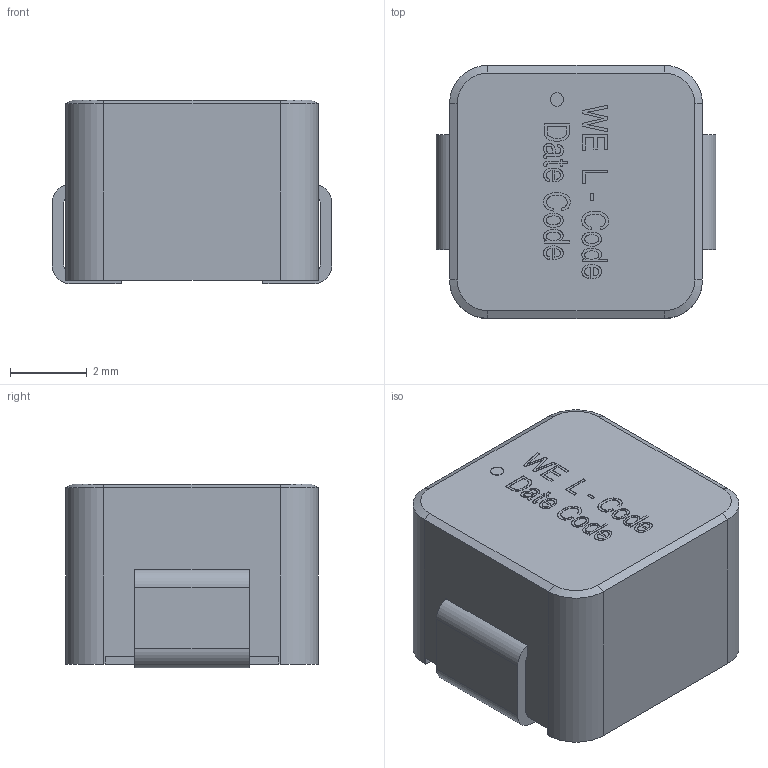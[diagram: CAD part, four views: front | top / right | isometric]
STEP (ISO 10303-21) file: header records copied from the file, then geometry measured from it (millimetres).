
FILE_DESCRIPTION(/* description */ ('Unknown'),/* implementation_level */ '2;1');
FILE_NAME(/* name */ 'IndHC7050_molded',/* time_stamp */ '2024-01-30T17:00:51+01:00',/* author */ ('Unknown'),/* organization */ ('Unknown'),/* preprocessor_version */ 'ST-DEVELOPER v18.102',/* originating_system */ 'Solid Edge',/* authorisation */ 'Unknown');
FILE_SCHEMA (('AUTOMOTIVE_DESIGN {1 0 10303 214 3 1 1}'));
Length unit declared in the file: millimetre
Products named in the file (3): IndHC7050_molded; pin; base
Assembly tree (2 placements, depth 2):
  IndHC7050_molded
    pin
    base
Bounding box: 7.3 x 6.6 x 4.8 mm (x, y, z)
Volume: 203.1 mm3; surface area: 339.4 mm2
Topology: 2 solids, 2 shells, 193 faces, 481 edges, 318 vertices
Faces by surface type: plane 139, bspline 31, cylinder 19, cone 4
Full cylindrical faces by diameter (mm): 0.35 x1
Entity records: 8713 total; most frequent: CARTESIAN_POINT 3321, ORIENTED_EDGE 948, DIRECTION 638, EDGE_CURVE 474, VERTEX_POINT 318, EDGE_LOOP 228, FACE_BOUND 228, LINE 224
